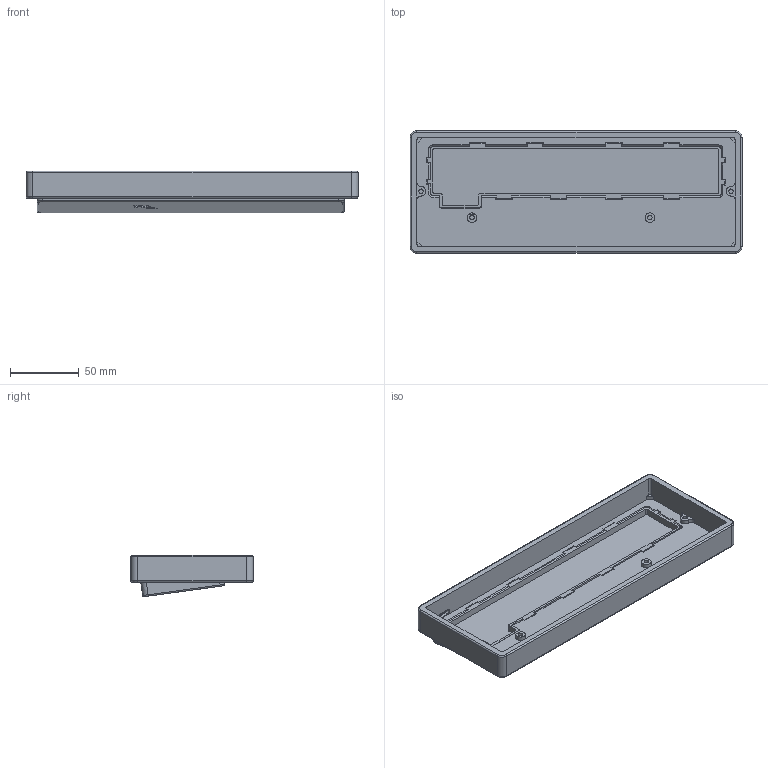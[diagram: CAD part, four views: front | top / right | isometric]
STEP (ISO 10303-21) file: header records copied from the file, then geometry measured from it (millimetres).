
FILE_DESCRIPTION(('HOOPS Exchange Step'),'2;1');
FILE_NAME('temp_export','2025-04-19T11:39:10+08:00',('tcyeee'),('Shapr3D Limited'),'HOOPS Exchange 2024.6','Shapr3D','Authorized');
FILE_SCHEMA( ('AP242_MANAGED_MODEL_BASED_3D_ENGINEERING_MIM_LF {1 0 10303 442 1 1 4 }') );
Length unit declared in the file: millimetre
Products named in the file (3): 左出; Tu40-拼接; root
Assembly tree (2 placements, depth 3):
  root
    Tu40-拼接
      左出
Bounding box: 241.1 x 88.9 x 30.04 mm (x, y, z)
Volume: 151299.5 mm3; surface area: 84894.2 mm2
Topology: 2 solids, 2 shells, 437 faces, 1204 edges, 785 vertices
Faces by surface type: plane 330, cylinder 79, torus 22, cone 4, bspline 2
Full cylindrical faces by diameter (mm): 3.2 x4, 7 x2
Entity records: 14140 total; most frequent: CARTESIAN_POINT 2779, ORIENTED_EDGE 2408, DIRECTION 2260, EDGE_CURVE 1204, VECTOR 1012, LINE 1012, VERTEX_POINT 785, AXIS2_PLACEMENT_3D 624
